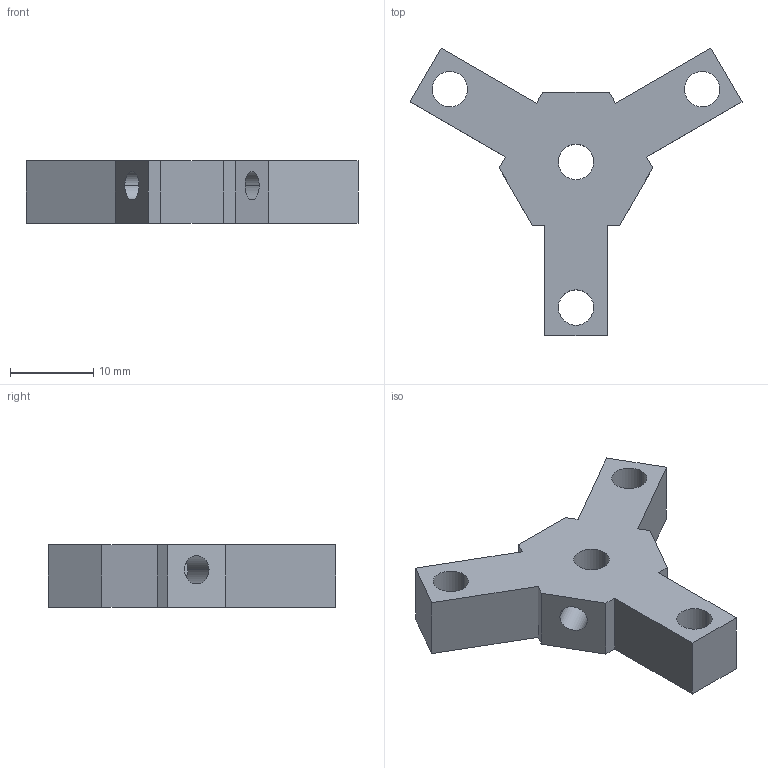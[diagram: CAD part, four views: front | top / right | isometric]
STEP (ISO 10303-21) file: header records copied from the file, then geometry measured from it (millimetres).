
FILE_DESCRIPTION (( 'STEP AP214' ), '1' );
FILE_NAME ('FDM Printed Star Shaped Mount.STEP', '2022-10-09T22:45:27', ( '' ), ( '' ), 'SwSTEP 2.0', 'SolidWorks 2022', '' );
FILE_SCHEMA (( 'AUTOMOTIVE_DESIGN' ));
Length unit declared in the file: millimetre
Products named in the file (1): FDM Printed Star Shaped Mount
Bounding box: 39.91 x 34.57 x 7.5 mm (x, y, z)
Volume: 3309.2 mm3; surface area: 2495.5 mm2
Topology: 1 solids, 1 shells, 37 faces, 96 edges, 64 vertices
Faces by surface type: plane 23, cylinder 14
Entity records: 1188 total; most frequent: DIRECTION 200, CARTESIAN_POINT 198, ORIENTED_EDGE 192, EDGE_CURVE 96, VECTOR 68, LINE 68, AXIS2_PLACEMENT_3D 66, VERTEX_POINT 64
